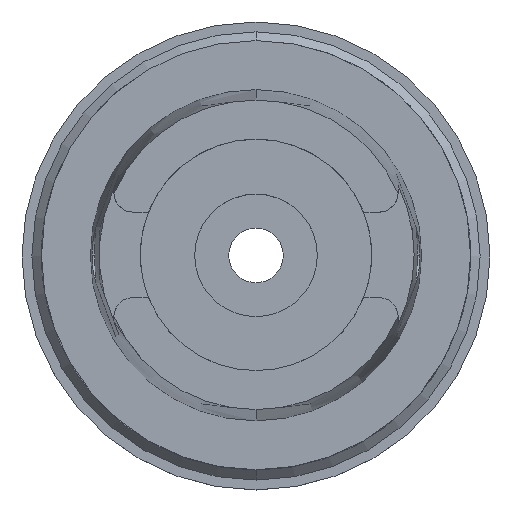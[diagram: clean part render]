
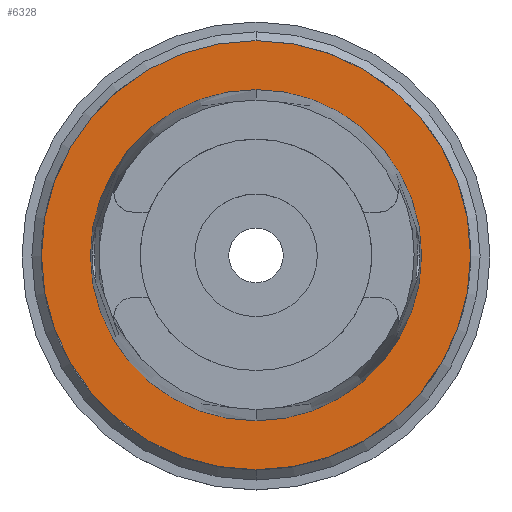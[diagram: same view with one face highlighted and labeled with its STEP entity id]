
A CAD part, top view. The second image highlights one B-rep face of the part: STEP entity #6328.
In plain terms, the highlighted planar face has unit normal (0, 0, 1).
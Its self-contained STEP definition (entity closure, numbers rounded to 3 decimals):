
#3227=CARTESIAN_POINT('',(0.,0.,0.));
#3228=DIRECTION('',(0.,0.,-1.));
#3229=DIRECTION('',(0.,-1.,0.));
#3230=AXIS2_PLACEMENT_3D('',#3227,#3228,#3229);
#3235=CARTESIAN_POINT('',(0.,0.,0.));
#3236=DIRECTION('',(0.,0.,-1.));
#3237=DIRECTION('',(0.,1.,0.));
#3238=AXIS2_PLACEMENT_3D('',#3235,#3236,#3237);
#3243=CARTESIAN_POINT('',(0.,0.,0.));
#3244=DIRECTION('',(0.,0.,1.));
#3245=DIRECTION('',(0.,-1.,0.));
#3246=AXIS2_PLACEMENT_3D('',#3243,#3244,#3245);
#3251=CARTESIAN_POINT('',(0.,0.,0.));
#3252=DIRECTION('',(0.,0.,1.));
#3253=DIRECTION('',(0.,1.,0.));
#3254=AXIS2_PLACEMENT_3D('',#3251,#3252,#3253);
#3589=CARTESIAN_POINT('',(0.,-24.315,0.));
#3590=VERTEX_POINT('',#3589);
#3591=CARTESIAN_POINT('',(0.,24.315,0.));
#3592=VERTEX_POINT('',#3591);
#4025=CARTESIAN_POINT('',(0.,31.5,0.));
#4026=VERTEX_POINT('',#4025);
#4027=CARTESIAN_POINT('',(0.,-31.5,0.));
#4028=VERTEX_POINT('',#4027);
#6315=CARTESIAN_POINT('',(0.,0.,0.));
#6316=DIRECTION('',(0.,0.,1.));
#6317=DIRECTION('',(0.,1.,0.));
#6318=AXIS2_PLACEMENT_3D('',#6315,#6316,#6317);
#6319=PLANE('',#6318);
#6320=ORIENTED_EDGE('',*,*,#6297,.T.);
#6321=ORIENTED_EDGE('',*,*,#6188,.T.);
#6322=EDGE_LOOP('',(#6320,#6321));
#6323=FACE_OUTER_BOUND('',#6322,.F.);
#6324=ORIENTED_EDGE('',*,*,#4190,.T.);
#6325=ORIENTED_EDGE('',*,*,#4146,.T.);
#6326=EDGE_LOOP('',(#6324,#6325));
#6327=FACE_BOUND('',#6326,.F.);
#3231=CIRCLE('',#3230,31.5);
#3239=CIRCLE('',#3238,31.5);
#3247=CIRCLE('',#3246,24.315);
#3255=CIRCLE('',#3254,24.315);
#4146=EDGE_CURVE('',#3592,#3590,#3255,.T.);
#4190=EDGE_CURVE('',#3590,#3592,#3247,.T.);
#6188=EDGE_CURVE('',#4026,#4028,#3239,.T.);
#6297=EDGE_CURVE('',#4028,#4026,#3231,.T.);
#6328=ADVANCED_FACE('',(#6323,#6327),#6319,.T.);
